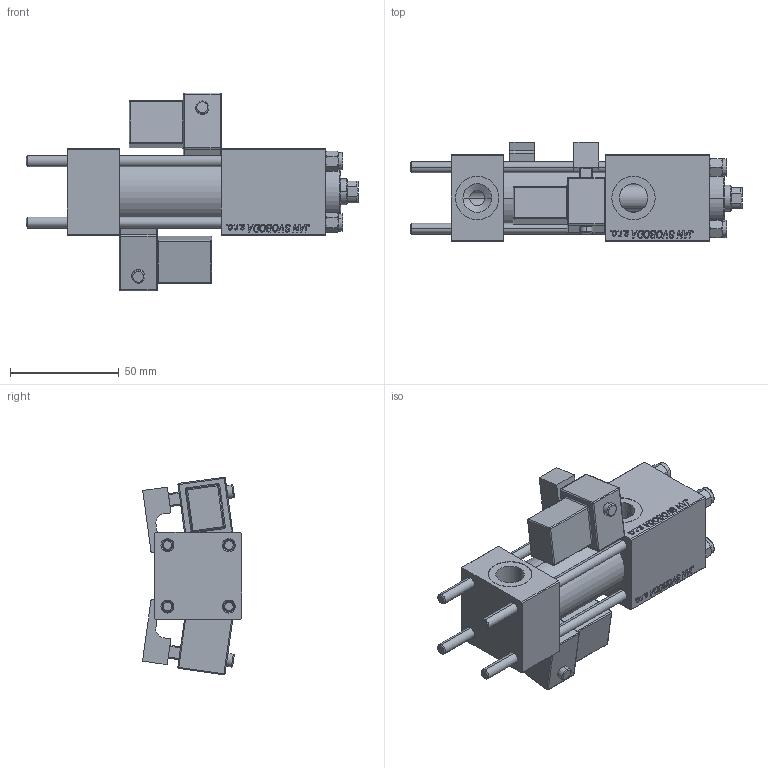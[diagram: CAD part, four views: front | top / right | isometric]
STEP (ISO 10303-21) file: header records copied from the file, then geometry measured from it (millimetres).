
FILE_DESCRIPTION (( 'STEP AP203' ), '1' );
FILE_NAME ('f0be.STEP', '2023-08-26T15:50:22', ( '' ), ( '' ), 'SwSTEP 2.0', 'SolidWorks 2019', '' );
FILE_SCHEMA (( 'CONFIG_CONTROL_DESIGN' ));
Length unit declared in the file: millimetre
Products named in the file (7): CR025_012_A_0_G_A_G_M_020_+#_##_TYCINKA 16bf0189333c8d89cefce9d9fca2babf; V215CR_MSU 16bf0189333c8d89cefce9d9fca2babf; NUT_M5 16bf0189333c8d89cefce9d9fca2babf; f0be; V215CR_BODY_A 16bf0189333c8d89cefce9d9fca2babf; V215_VC_A 16bf0189333c8d89cefce9d9fca2babf; V215CR_VCP 16bf0189333c8d89cefce9d9fca2babf
Assembly tree (13 placements, depth 2):
  f0be
    V215CR_BODY_A 16bf0189333c8d89cefce9d9fca2babf
    CR025_012_A_0_G_A_G_M_020_+#_##_TYCINKA 16bf0189333c8d89cefce9d9fca2babf  x4
    NUT_M5 16bf0189333c8d89cefce9d9fca2babf  x4
    V215CR_VCP 16bf0189333c8d89cefce9d9fca2babf
    V215_VC_A 16bf0189333c8d89cefce9d9fca2babf
    V215CR_MSU 16bf0189333c8d89cefce9d9fca2babf  x2
Bounding box: 153 x 45.69 x 91.07 mm (x, y, z)
Volume: 185390.2 mm3; surface area: 70830.1 mm2
Topology: 13 solids, 13 shells, 1289 faces, 3217 edges, 2045 vertices
Faces by surface type: plane 579, bspline 392, cylinder 138, cone 136, sphere 24, torus 20
Entity records: 52071 total; most frequent: CARTESIAN_POINT 27390, ORIENTED_EDGE 5532, DIRECTION 3622, EDGE_CURVE 2766, VERTEX_POINT 1801, LINE 1684, VECTOR 1684, EDGE_LOOP 1221
